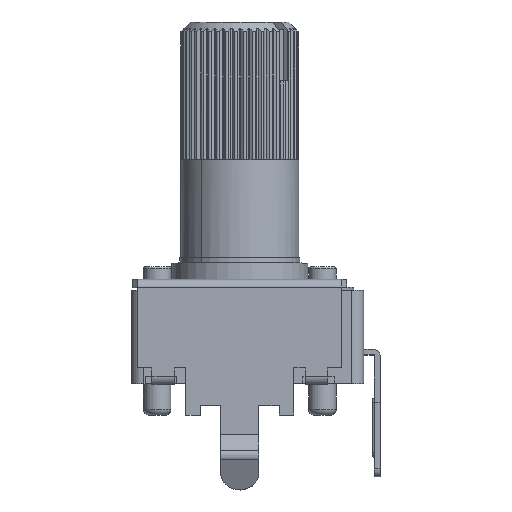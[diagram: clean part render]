
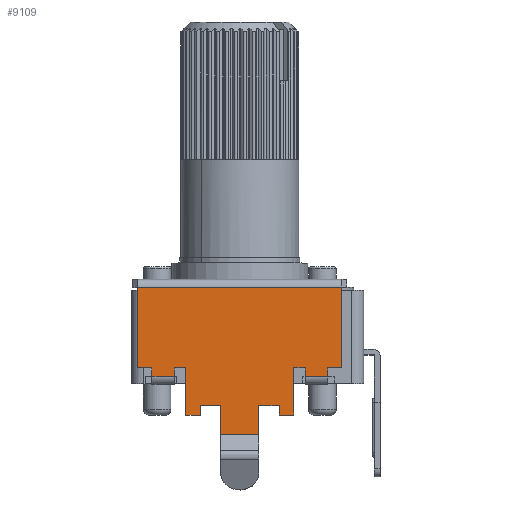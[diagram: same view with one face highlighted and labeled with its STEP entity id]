
A CAD part, top view. The second image highlights one B-rep face of the part: STEP entity #9109.
In plain terms, the highlighted planar face has unit normal (0, 0, 1).
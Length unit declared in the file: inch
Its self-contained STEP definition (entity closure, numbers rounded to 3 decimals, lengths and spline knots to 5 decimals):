
#659=DIRECTION('',(1.,0.,0.));
#660=VECTOR('',#659,0.40945);
#661=CARTESIAN_POINT('',(-0.20472,0.00591,
0.19173));
#662=LINE('',#661,#660);
#663=DIRECTION('',(0.,-1.,0.));
#664=VECTOR('',#663,0.16142);
#665=CARTESIAN_POINT('',(0.20472,0.00591,
0.19173));
#666=LINE('',#665,#664);
#667=DIRECTION('',(0.,1.,0.));
#668=VECTOR('',#667,0.01772);
#669=CARTESIAN_POINT('',(0.17598,-0.17323,
0.19173));
#670=LINE('',#669,#668);
#671=DIRECTION('',(1.,0.,0.));
#672=VECTOR('',#671,0.04488);
#673=CARTESIAN_POINT('',(0.1311,-0.17323,
0.19173));
#674=LINE('',#673,#672);
#675=DIRECTION('',(0.,-1.,0.));
#676=VECTOR('',#675,0.01772);
#677=CARTESIAN_POINT('',(0.1311,-0.15551,
0.19173));
#678=LINE('',#677,#676);
#679=DIRECTION('',(0.,-1.,0.));
#680=VECTOR('',#679,0.09449);
#681=CARTESIAN_POINT('',(0.10827,-0.15551,
0.19173));
#682=LINE('',#681,#680);
#683=DIRECTION('',(-1.,0.,0.));
#684=VECTOR('',#683,0.02953);
#685=CARTESIAN_POINT('',(0.10827,-0.25,
0.19173));
#686=LINE('',#685,#684);
#687=DIRECTION('',(0.,-1.,0.));
#688=VECTOR('',#687,0.01969);
#689=CARTESIAN_POINT('',(0.07874,-0.23032,
0.19173));
#690=LINE('',#689,#688);
#691=DIRECTION('',(1.,0.,0.));
#692=VECTOR('',#691,0.04055);
#693=CARTESIAN_POINT('',(0.03819,-0.23032,
0.19173));
#694=LINE('',#693,#692);
#695=DIRECTION('',(1.,0.,0.));
#696=VECTOR('',#695,0.07638);
#697=CARTESIAN_POINT('',(-0.03819,-0.28937,
0.19173));
#698=LINE('',#697,#696);
#699=DIRECTION('',(1.,0.,0.));
#700=VECTOR('',#699,0.04055);
#701=CARTESIAN_POINT('',(-0.07874,-0.23032,
0.19173));
#702=LINE('',#701,#700);
#703=DIRECTION('',(0.,1.,0.));
#704=VECTOR('',#703,0.01969);
#705=CARTESIAN_POINT('',(-0.07874,-0.25,
0.19173));
#706=LINE('',#705,#704);
#707=DIRECTION('',(-1.,0.,0.));
#708=VECTOR('',#707,0.02953);
#709=CARTESIAN_POINT('',(-0.07874,-0.25,
0.19173));
#710=LINE('',#709,#708);
#711=DIRECTION('',(0.,1.,0.));
#712=VECTOR('',#711,0.09449);
#713=CARTESIAN_POINT('',(-0.10827,-0.25,
0.19173));
#714=LINE('',#713,#712);
#715=DIRECTION('',(0.,1.,0.));
#716=VECTOR('',#715,0.01772);
#717=CARTESIAN_POINT('',(-0.1311,-0.17323,
0.19173));
#718=LINE('',#717,#716);
#719=DIRECTION('',(1.,0.,0.));
#720=VECTOR('',#719,0.04488);
#721=CARTESIAN_POINT('',(-0.17598,-0.17323,
0.19173));
#722=LINE('',#721,#720);
#723=DIRECTION('',(0.,-1.,0.));
#724=VECTOR('',#723,0.01772);
#725=CARTESIAN_POINT('',(-0.17598,-0.15551,
0.19173));
#726=LINE('',#725,#724);
#819=DIRECTION('',(0.,-1.,0.));
#820=VECTOR('',#819,0.16142);
#821=CARTESIAN_POINT('',(-0.20472,0.00591,
0.19173));
#822=LINE('',#821,#820);
#835=DIRECTION('',(-1.,0.,0.));
#836=VECTOR('',#835,0.02874);
#837=CARTESIAN_POINT('',(-0.17598,-0.15551,
0.19173));
#838=LINE('',#837,#836);
#915=DIRECTION('',(-1.,0.,0.));
#916=VECTOR('',#915,0.02283);
#917=CARTESIAN_POINT('',(-0.10827,-0.15551,
0.19173));
#918=LINE('',#917,#916);
#947=DIRECTION('',(0.,1.,0.));
#948=VECTOR('',#947,0.05906);
#949=CARTESIAN_POINT('',(-0.03819,-0.28937,
0.19173));
#950=LINE('',#949,#948);
#1023=DIRECTION('',(0.,1.,0.));
#1024=VECTOR('',#1023,0.05906);
#1025=CARTESIAN_POINT('',(0.03819,-0.28937,
0.19173));
#1026=LINE('',#1025,#1024);
#1083=DIRECTION('',(-1.,0.,0.));
#1084=VECTOR('',#1083,0.02283);
#1085=CARTESIAN_POINT('',(0.1311,-0.15551,
0.19173));
#1086=LINE('',#1085,#1084);
#1166=DIRECTION('',(-1.,0.,0.));
#1167=VECTOR('',#1166,0.02874);
#1168=CARTESIAN_POINT('',(0.20472,-0.15551,
0.19173));
#1169=LINE('',#1168,#1167);
#7360=CARTESIAN_POINT('',(0.20472,-0.15551,
0.19173));
#7362=VERTEX_POINT('',#7360);
#7363=CARTESIAN_POINT('',(-0.20472,-0.15551,
0.19173));
#7365=VERTEX_POINT('',#7363);
#7371=CARTESIAN_POINT('',(0.1311,-0.15551,
0.19173));
#7373=VERTEX_POINT('',#7371);
#7375=CARTESIAN_POINT('',(0.17598,-0.15551,
0.19173));
#7377=VERTEX_POINT('',#7375);
#7379=CARTESIAN_POINT('',(-0.17598,-0.15551,
0.19173));
#7381=VERTEX_POINT('',#7379);
#7383=CARTESIAN_POINT('',(-0.1311,-0.15551,
0.19173));
#7385=VERTEX_POINT('',#7383);
#7419=CARTESIAN_POINT('',(0.10827,-0.25,
0.19173));
#7421=VERTEX_POINT('',#7419);
#7423=CARTESIAN_POINT('',(-0.10827,-0.25,
0.19173));
#7425=VERTEX_POINT('',#7423);
#7427=CARTESIAN_POINT('',(0.10827,-0.15551,
0.19173));
#7428=VERTEX_POINT('',#7427);
#7429=CARTESIAN_POINT('',(-0.10827,-0.15551,
0.19173));
#7430=VERTEX_POINT('',#7429);
#7443=CARTESIAN_POINT('',(0.07874,-0.23032,
0.19173));
#7444=CARTESIAN_POINT('',(0.07874,-0.25,
0.19173));
#7445=VERTEX_POINT('',#7443);
#7446=VERTEX_POINT('',#7444);
#7447=CARTESIAN_POINT('',(-0.07874,-0.25,
0.19173));
#7448=CARTESIAN_POINT('',(-0.07874,-0.23032,
0.19173));
#7449=VERTEX_POINT('',#7447);
#7450=VERTEX_POINT('',#7448);
#7495=CARTESIAN_POINT('',(-0.03819,-0.28937,
0.19173));
#7496=VERTEX_POINT('',#7495);
#7501=CARTESIAN_POINT('',(0.03819,-0.28937,
0.19173));
#7502=VERTEX_POINT('',#7501);
#7509=CARTESIAN_POINT('',(-0.03819,-0.23032,
0.19173));
#7510=VERTEX_POINT('',#7509);
#7513=CARTESIAN_POINT('',(0.03819,-0.23032,
0.19173));
#7514=VERTEX_POINT('',#7513);
#7577=CARTESIAN_POINT('',(-0.17598,-0.17323,
0.19173));
#7578=VERTEX_POINT('',#7577);
#7579=CARTESIAN_POINT('',(-0.1311,-0.17323,
0.19173));
#7580=VERTEX_POINT('',#7579);
#7581=CARTESIAN_POINT('',(0.17598,-0.17323,
0.19173));
#7583=VERTEX_POINT('',#7581);
#7587=CARTESIAN_POINT('',(0.1311,-0.17323,
0.19173));
#7588=VERTEX_POINT('',#7587);
#7606=CARTESIAN_POINT('',(0.20472,0.00591,
0.19173));
#7608=VERTEX_POINT('',#7606);
#7609=CARTESIAN_POINT('',(-0.20472,0.00591,
0.19173));
#7610=VERTEX_POINT('',#7609);
#9056=CARTESIAN_POINT('',(0.20472,0.02165,
0.19173));
#9057=DIRECTION('',(0.,0.,-1.));
#9058=DIRECTION('',(-1.,0.,0.));
#9059=AXIS2_PLACEMENT_3D('',#9056,#9057,#9058);
#9060=PLANE('',#9059);
#9062=ORIENTED_EDGE('',*,*,#9061,.T.);
#9064=ORIENTED_EDGE('',*,*,#9063,.T.);
#9066=ORIENTED_EDGE('',*,*,#9065,.T.);
#9068=ORIENTED_EDGE('',*,*,#9067,.F.);
#9070=ORIENTED_EDGE('',*,*,#9069,.F.);
#9072=ORIENTED_EDGE('',*,*,#9071,.F.);
#9074=ORIENTED_EDGE('',*,*,#9073,.T.);
#9076=ORIENTED_EDGE('',*,*,#9075,.T.);
#9078=ORIENTED_EDGE('',*,*,#9077,.T.);
#9080=ORIENTED_EDGE('',*,*,#9079,.F.);
#9082=ORIENTED_EDGE('',*,*,#9081,.F.);
#9084=ORIENTED_EDGE('',*,*,#9083,.F.);
#9086=ORIENTED_EDGE('',*,*,#9085,.F.);
#9088=ORIENTED_EDGE('',*,*,#9087,.T.);
#9090=ORIENTED_EDGE('',*,*,#9089,.F.);
#9092=ORIENTED_EDGE('',*,*,#9091,.F.);
#9094=ORIENTED_EDGE('',*,*,#9093,.T.);
#9096=ORIENTED_EDGE('',*,*,#9095,.T.);
#9098=ORIENTED_EDGE('',*,*,#9097,.T.);
#9100=ORIENTED_EDGE('',*,*,#9099,.F.);
#9101=ORIENTED_EDGE('',*,*,#9050,.F.);
#9102=ORIENTED_EDGE('',*,*,#8974,.F.);
#9104=ORIENTED_EDGE('',*,*,#9103,.T.);
#9106=ORIENTED_EDGE('',*,*,#9105,.F.);
#9107=EDGE_LOOP('',(#9062,#9064,#9066,#9068,#9070,#9072,#9074,#9076,#9078,#9080,
#9082,#9084,#9086,#9088,#9090,#9092,#9094,#9096,#9098,#9100,#9101,#9102,#9104,
#9106));
#9108=FACE_OUTER_BOUND('',#9107,.F.);
#9109=ADVANCED_FACE('',(#9108),#9060,.F.);
#8974=EDGE_CURVE('',#7381,#7578,#726,.T.);
#9050=EDGE_CURVE('',#7578,#7580,#722,.T.);
#9061=EDGE_CURVE('',#7610,#7608,#662,.T.);
#9063=EDGE_CURVE('',#7608,#7362,#666,.T.);
#9065=EDGE_CURVE('',#7362,#7377,#1169,.T.);
#9067=EDGE_CURVE('',#7583,#7377,#670,.T.);
#9069=EDGE_CURVE('',#7588,#7583,#674,.T.);
#9071=EDGE_CURVE('',#7373,#7588,#678,.T.);
#9073=EDGE_CURVE('',#7373,#7428,#1086,.T.);
#9075=EDGE_CURVE('',#7428,#7421,#682,.T.);
#9077=EDGE_CURVE('',#7421,#7446,#686,.T.);
#9079=EDGE_CURVE('',#7445,#7446,#690,.T.);
#9081=EDGE_CURVE('',#7514,#7445,#694,.T.);
#9083=EDGE_CURVE('',#7502,#7514,#1026,.T.);
#9085=EDGE_CURVE('',#7496,#7502,#698,.T.);
#9087=EDGE_CURVE('',#7496,#7510,#950,.T.);
#9089=EDGE_CURVE('',#7450,#7510,#702,.T.);
#9091=EDGE_CURVE('',#7449,#7450,#706,.T.);
#9093=EDGE_CURVE('',#7449,#7425,#710,.T.);
#9095=EDGE_CURVE('',#7425,#7430,#714,.T.);
#9097=EDGE_CURVE('',#7430,#7385,#918,.T.);
#9099=EDGE_CURVE('',#7580,#7385,#718,.T.);
#9103=EDGE_CURVE('',#7381,#7365,#838,.T.);
#9105=EDGE_CURVE('',#7610,#7365,#822,.T.);
